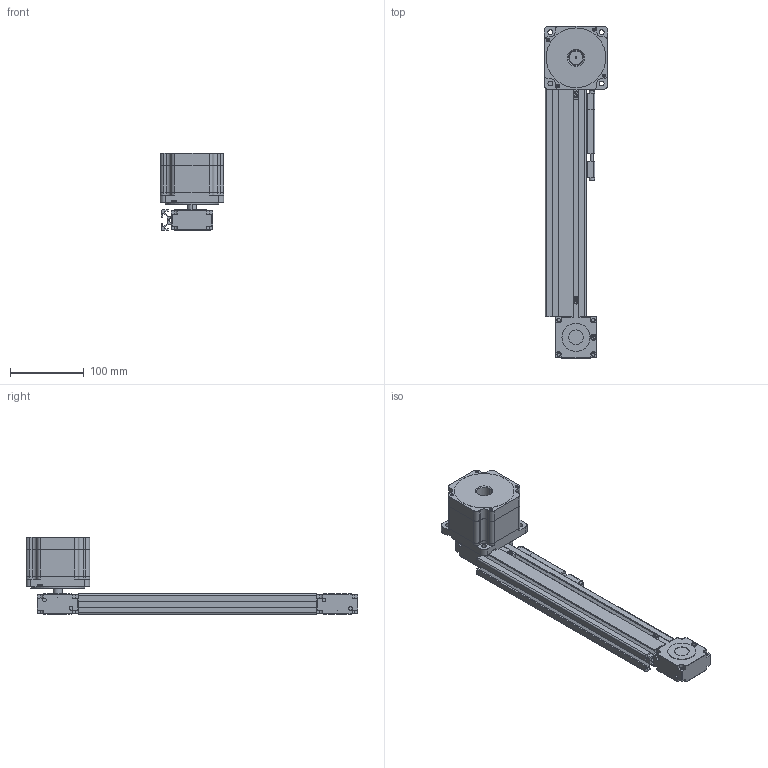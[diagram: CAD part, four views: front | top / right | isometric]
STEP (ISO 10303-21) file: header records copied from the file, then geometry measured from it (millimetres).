
FILE_DESCRIPTION (( 'STEP AP203' ), '1' );
FILE_NAME ('Link 3_1 Mod_Default_sldprt.STEP', '2023-05-16T16:41:35', ( '' ), ( '' ), 'SwSTEP 2.0', 'SolidWorks 2020', '' );
FILE_SCHEMA (( 'CONFIG_CONTROL_DESIGN' ));
Length unit declared in the file: millimetre
Products named in the file (1): Link 3_1 Mod_Default_sldprt
Bounding box: 86.11 x 450.08 x 105.51 mm (x, y, z)
Volume: 807783.3 mm3; surface area: 283061.7 mm2
Topology: 25 solids, 29 shells, 1208 faces, 3018 edges, 1916 vertices
Faces by surface type: plane 658, cylinder 414, cone 88, torus 36, bspline 12
Entity records: 39905 total; most frequent: CARTESIAN_POINT 10837, DIRECTION 6050, ORIENTED_EDGE 5996, EDGE_CURVE 2998, AXIS2_PLACEMENT_3D 2067, LINE 1916, VERTEX_POINT 1916, VECTOR 1916
